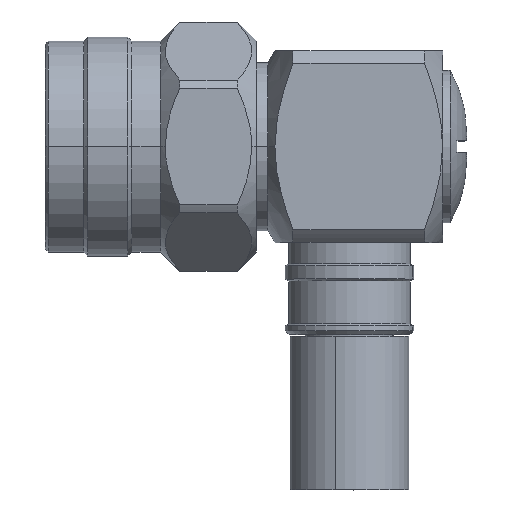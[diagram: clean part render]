
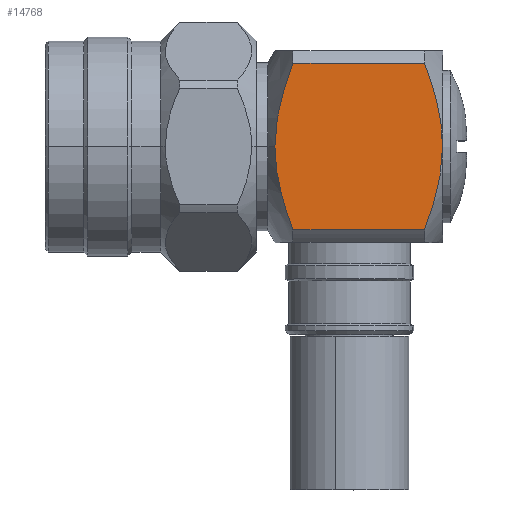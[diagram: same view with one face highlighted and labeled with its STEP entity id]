
A CAD part, top view. The second image highlights one B-rep face of the part: STEP entity #14768.
In plain terms, the highlighted planar face has unit normal (0, 0, 1).
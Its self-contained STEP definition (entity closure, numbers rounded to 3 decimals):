
#52 = B_SPLINE_CURVE_WITH_KNOTS ( 'NONE', 3,
 ( #855, #876, #877, #878, #879, #880, #881, #882 ),
 .UNSPECIFIED., .F., .F.,
 ( 4, 2, 2, 4 ),
 ( 0.021, 0.025, 0.027, 0.03 ),
 .UNSPECIFIED. ) ;
#59 = B_SPLINE_CURVE_WITH_KNOTS ( 'NONE', 3,
 ( #1077, #1083, #1084, #1085, #1086, #1087, #1088, #1089, #1090, #1091, #1092, #1093 ),
 .UNSPECIFIED., .F., .F.,
 ( 4, 2, 2, 2, 2, 4 ),
 ( 0.012, 0.014, 0.016, 0.018, 0.02, 0.021 ),
 .UNSPECIFIED. ) ;
#61 = B_SPLINE_CURVE_WITH_KNOTS ( 'NONE', 3,
 ( #1128, #1132, #1133, #1134, #1135, #1136, #1137, #1138, #1139, #1140, #1141, #1142 ),
 .UNSPECIFIED., .F., .F.,
 ( 4, 2, 2, 2, 2, 4 ),
 ( 0.036, 0.038, 0.039, 0.041, 0.043, 0.045 ),
 .UNSPECIFIED. ) ;
#62 = B_SPLINE_CURVE_WITH_KNOTS ( 'NONE', 3,
 ( #1108, #1145, #1146, #1147, #1148, #1149, #1150, #1151 ),
 .UNSPECIFIED., .F., .F.,
 ( 4, 2, 2, 4 ),
 ( 0.027, 0.03, 0.032, 0.036 ),
 .UNSPECIFIED. ) ;
#282 = LINE ( 'NONE', #1096, #283 ) ;
#283 = VECTOR ( 'NONE', #1097, 1000. ) ;
#286 = LINE ( 'NONE', #1098, #287 ) ;
#287 = VECTOR ( 'NONE', #1099, 1000. ) ;
#855 = CARTESIAN_POINT ( 'NONE',  ( 22.522, 0., 10. ) ) ;
#876 = CARTESIAN_POINT ( 'NONE',  ( 22.522, 1.502, 10. ) ) ;
#877 = CARTESIAN_POINT ( 'NONE',  ( 22.723, 2.971, 10. ) ) ;
#878 = CARTESIAN_POINT ( 'NONE',  ( 23.229, 5.141, 10. ) ) ;
#879 = CARTESIAN_POINT ( 'NONE',  ( 23.431, 5.859, 10. ) ) ;
#880 = CARTESIAN_POINT ( 'NONE',  ( 23.883, 7.286, 10. ) ) ;
#881 = CARTESIAN_POINT ( 'NONE',  ( 24.133, 7.994, 10. ) ) ;
#882 = CARTESIAN_POINT ( 'NONE',  ( 24.398, 8.693, 10. ) ) ;
#1077 = CARTESIAN_POINT ( 'NONE',  ( 24.398, -8.693, 10. ) ) ;
#1083 = CARTESIAN_POINT ( 'NONE',  ( 24.134, -7.995, 10. ) ) ;
#1084 = CARTESIAN_POINT ( 'NONE',  ( 23.885, -7.29, 10. ) ) ;
#1085 = CARTESIAN_POINT ( 'NONE',  ( 23.433, -5.867, 10. ) ) ;
#1086 = CARTESIAN_POINT ( 'NONE',  ( 23.231, -5.151, 10. ) ) ;
#1087 = CARTESIAN_POINT ( 'NONE',  ( 22.893, -3.706, 10. ) ) ;
#1088 = CARTESIAN_POINT ( 'NONE',  ( 22.758, -2.976, 10. ) ) ;
#1089 = CARTESIAN_POINT ( 'NONE',  ( 22.618, -1.868, 10. ) ) ;
#1090 = CARTESIAN_POINT ( 'NONE',  ( 22.582, -1.497, 10. ) ) ;
#1091 = CARTESIAN_POINT ( 'NONE',  ( 22.534, -0.75, 10. ) ) ;
#1092 = CARTESIAN_POINT ( 'NONE',  ( 22.522, -0.373, 10. ) ) ;
#1093 = CARTESIAN_POINT ( 'NONE',  ( 22.522, 0., 10. ) ) ;
#1096 = CARTESIAN_POINT ( 'NONE',  ( 0., -8.693, 10. ) ) ;
#1097 = DIRECTION ( 'NONE',  ( -1., 0., 0. ) ) ;
#1098 = CARTESIAN_POINT ( 'NONE',  ( 0., 8.693, 10. ) ) ;
#1099 = DIRECTION ( 'NONE',  ( 1., 0., 0. ) ) ;
#1108 = CARTESIAN_POINT ( 'NONE',  ( 38.124, 8.693, 10. ) ) ;
#1128 = CARTESIAN_POINT ( 'NONE',  ( 40., 0., 10. ) ) ;
#1132 = CARTESIAN_POINT ( 'NONE',  ( 40., -0.373, 10. ) ) ;
#1133 = CARTESIAN_POINT ( 'NONE',  ( 39.988, -0.749, 10. ) ) ;
#1134 = CARTESIAN_POINT ( 'NONE',  ( 39.94, -1.497, 10. ) ) ;
#1135 = CARTESIAN_POINT ( 'NONE',  ( 39.904, -1.868, 10. ) ) ;
#1136 = CARTESIAN_POINT ( 'NONE',  ( 39.764, -2.976, 10. ) ) ;
#1137 = CARTESIAN_POINT ( 'NONE',  ( 39.628, -3.706, 10. ) ) ;
#1138 = CARTESIAN_POINT ( 'NONE',  ( 39.29, -5.152, 10. ) ) ;
#1139 = CARTESIAN_POINT ( 'NONE',  ( 39.088, -5.867, 10. ) ) ;
#1140 = CARTESIAN_POINT ( 'NONE',  ( 38.637, -7.289, 10. ) ) ;
#1141 = CARTESIAN_POINT ( 'NONE',  ( 38.388, -7.995, 10. ) ) ;
#1142 = CARTESIAN_POINT ( 'NONE',  ( 38.124, -8.693, 10. ) ) ;
#1145 = CARTESIAN_POINT ( 'NONE',  ( 38.388, 7.994, 10. ) ) ;
#1146 = CARTESIAN_POINT ( 'NONE',  ( 38.639, 7.285, 10. ) ) ;
#1147 = CARTESIAN_POINT ( 'NONE',  ( 39.091, 5.858, 10. ) ) ;
#1148 = CARTESIAN_POINT ( 'NONE',  ( 39.293, 5.14, 10. ) ) ;
#1149 = CARTESIAN_POINT ( 'NONE',  ( 39.799, 2.971, 10. ) ) ;
#1150 = CARTESIAN_POINT ( 'NONE',  ( 40., 1.502, 10. ) ) ;
#1151 = CARTESIAN_POINT ( 'NONE',  ( 40., 0., 10. ) ) ;
#3954 = EDGE_CURVE ( 'NONE', #6632, #6630, #52, .T. ) ;
#3999 = EDGE_CURVE ( 'NONE', #6730, #6632, #59, .T. ) ;
#4001 = EDGE_CURVE ( 'NONE', #6734, #6730, #282, .T. ) ;
#4002 = EDGE_CURVE ( 'NONE', #6630, #6736, #286, .T. ) ;
#4011 = EDGE_CURVE ( 'NONE', #6768, #6734, #61, .T. ) ;
#4012 = EDGE_CURVE ( 'NONE', #6736, #6768, #62, .T. ) ;
#5037 = ORIENTED_EDGE ( 'NONE', *, *, #4001, .F. ) ;
#5038 = ORIENTED_EDGE ( 'NONE', *, *, #4011, .F. ) ;
#5039 = ORIENTED_EDGE ( 'NONE', *, *, #4012, .F. ) ;
#5040 = ORIENTED_EDGE ( 'NONE', *, *, #4002, .F. ) ;
#5041 = ORIENTED_EDGE ( 'NONE', *, *, #3954, .F. ) ;
#5042 = ORIENTED_EDGE ( 'NONE', *, *, #3999, .F. ) ;
#5126 = EDGE_LOOP ( 'NONE', ( #5037, #5038, #5039, #5040, #5041, #5042 ) ) ;
#6630 = VERTEX_POINT ( 'NONE', #11772 ) ;
#6632 = VERTEX_POINT ( 'NONE', #11774 ) ;
#6730 = VERTEX_POINT ( 'NONE', #11872 ) ;
#6734 = VERTEX_POINT ( 'NONE', #11876 ) ;
#6736 = VERTEX_POINT ( 'NONE', #11878 ) ;
#6768 = VERTEX_POINT ( 'NONE', #11910 ) ;
#10298 = AXIS2_PLACEMENT_3D ( 'NONE', #12049, #12059, #12060 ) ;
#10905 = FACE_OUTER_BOUND ( 'NONE', #5126, .T. ) ;
#11772 = CARTESIAN_POINT ( 'NONE',  ( 24.398, 8.693, 10. ) ) ;
#11774 = CARTESIAN_POINT ( 'NONE',  ( 22.522, 0., 10. ) ) ;
#11872 = CARTESIAN_POINT ( 'NONE',  ( 24.398, -8.693, 10. ) ) ;
#11876 = CARTESIAN_POINT ( 'NONE',  ( 38.124, -8.693, 10. ) ) ;
#11878 = CARTESIAN_POINT ( 'NONE',  ( 38.124, 8.693, 10. ) ) ;
#11910 = CARTESIAN_POINT ( 'NONE',  ( 40., 0., 10. ) ) ;
#12049 = CARTESIAN_POINT ( 'NONE',  ( 20., 10., 10. ) ) ;
#12054 = PLANE ( 'NONE',  #10298 ) ;
#12059 = DIRECTION ( 'NONE',  ( 0., 0., 1. ) ) ;
#12060 = DIRECTION ( 'NONE',  ( 1., 0., 0. ) ) ;
#14768 = ADVANCED_FACE ( 'NONE', ( #10905 ), #12054, .T. ) ;
